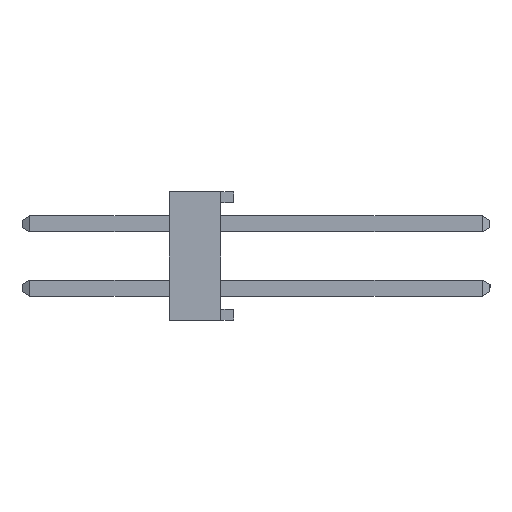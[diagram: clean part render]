
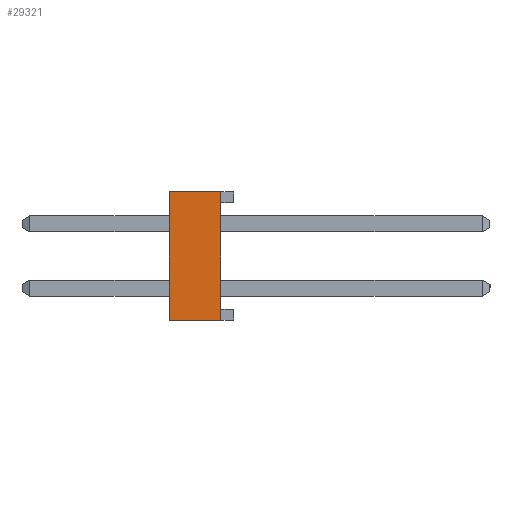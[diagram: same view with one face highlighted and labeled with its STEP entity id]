
A CAD part, left-side view. The second image highlights one B-rep face of the part: STEP entity #29321.
In plain terms, the highlighted planar face has unit normal (-1, 0, 0).
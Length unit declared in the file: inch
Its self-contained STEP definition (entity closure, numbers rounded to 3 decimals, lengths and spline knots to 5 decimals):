
#3023=ORIENTED_EDGE('',*,*,#10643,.F.);
#3024=ORIENTED_EDGE('',*,*,#9277,.F.);
#3025=ORIENTED_EDGE('',*,*,#10644,.F.);
#3026=ORIENTED_EDGE('',*,*,#9486,.T.);
#9277=EDGE_CURVE('',#13289,#13290,#15987,.T.);
#9486=EDGE_CURVE('',#13423,#13422,#16196,.T.);
#10643=EDGE_CURVE('',#13290,#13422,#17353,.T.);
#10644=EDGE_CURVE('',#13423,#13289,#17354,.T.);
#13289=VERTEX_POINT('',#41429);
#13290=VERTEX_POINT('',#41431);
#13422=VERTEX_POINT('',#41791);
#13423=VERTEX_POINT('',#41793);
#15987=LINE('',#41430,#20153);
#16196=LINE('',#41792,#20362);
#17353=LINE('',#44051,#21519);
#17354=LINE('',#44052,#21520);
#20153=VECTOR('',#33315,39.37008);
#20362=VECTOR('',#33564,39.37008);
#21519=VECTOR('',#35561,39.37008);
#21520=VECTOR('',#35562,39.37008);
#23997=EDGE_LOOP('',(#3023,#3024,#3025,#3026));
#25825=FACE_BOUND('',#23997,.T.);
#27653=PLANE('',#31015);
#29321=ADVANCED_FACE('',(#25825),#27653,.F.);
#31015=AXIS2_PLACEMENT_3D('',#44050,#35559,#35560);
#33315=DIRECTION('',(0.,-1.,0.));
#33564=DIRECTION('',(0.,-1.,0.));
#35559=DIRECTION('',(1.,0.,0.));
#35560=DIRECTION('',(0.,0.,-1.));
#35561=DIRECTION('',(0.,0.,-1.));
#35562=DIRECTION('',(0.,0.,1.));
#41429=CARTESIAN_POINT('',(-1.,0.1,0.1));
#41430=CARTESIAN_POINT('',(-1.,0.1,0.1));
#41431=CARTESIAN_POINT('',(-1.,0.02,0.1));
#41791=CARTESIAN_POINT('',(-1.,0.02,-0.1));
#41792=CARTESIAN_POINT('',(-1.,0.1,-0.1));
#41793=CARTESIAN_POINT('',(-1.,0.1,-0.1));
#44050=CARTESIAN_POINT('',(-1.,0.1,-0.1));
#44051=CARTESIAN_POINT('',(-1.,0.02,-0.1));
#44052=CARTESIAN_POINT('',(-1.,0.1,-0.1));
